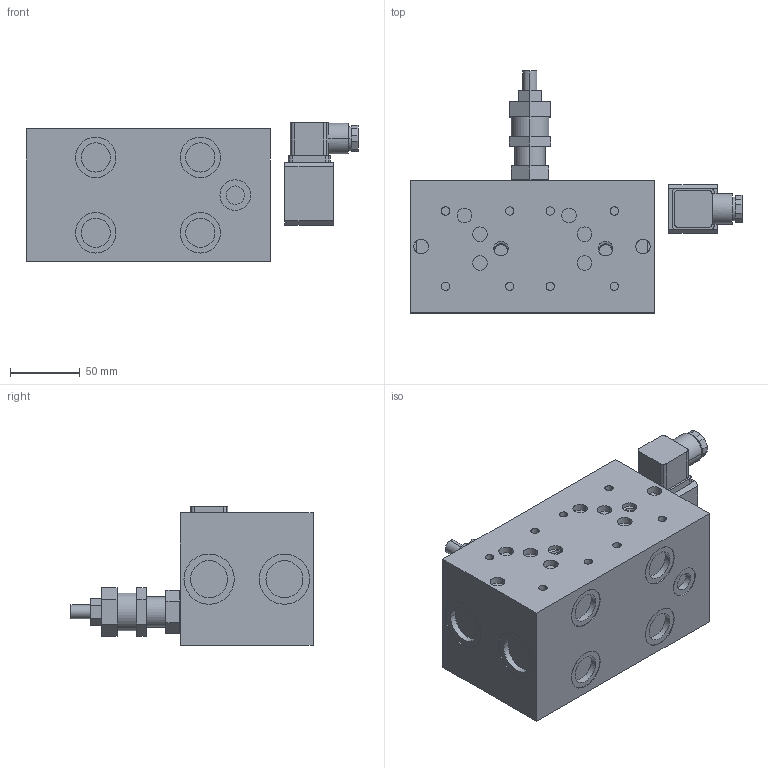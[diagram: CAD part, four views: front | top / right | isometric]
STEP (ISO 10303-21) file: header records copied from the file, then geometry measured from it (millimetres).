
FILE_DESCRIPTION(/* description */ ('Unknown'),/* implementation_level */ '2;1');
FILE_NAME(/* name */ 'PC.95027-001',/* time_stamp */ '2023-07-19T08:44:46+02:00',/* author */ ('Unknown'),/* organization */ ('Unknown'),/* preprocessor_version */ 'ST-DEVELOPER v18.102',/* originating_system */ 'Solid Edge',/* authorisation */ 'Unknown');
FILE_SCHEMA (('AUTOMOTIVE_DESIGN {1 0 10303 214 3 1 1}'));
Length unit declared in the file: millimetre
Products named in the file (12): PC; 1; 2; 3; 4; 5; 6; 7; 8; 9; 10; 11
Assembly tree (11 placements, depth 2):
  PC
    1
    2
    3
    4
    5
    6
    7
    8
    9
    10
    11
Bounding box: 238 x 173.5 x 99.5 mm (x, y, z)
Volume: 1669279.5 mm3; surface area: 115539.4 mm2
Topology: 4 solids, 4 shells, 245 faces, 564 edges, 374 vertices
Faces by surface type: plane 121, cylinder 114, cone 10
Entity records: 7423 total; most frequent: CARTESIAN_POINT 1369, DIRECTION 1302, ORIENTED_EDGE 1128, EDGE_CURVE 564, AXIS2_PLACEMENT_3D 497, VERTEX_POINT 374, LINE 308, VECTOR 308
